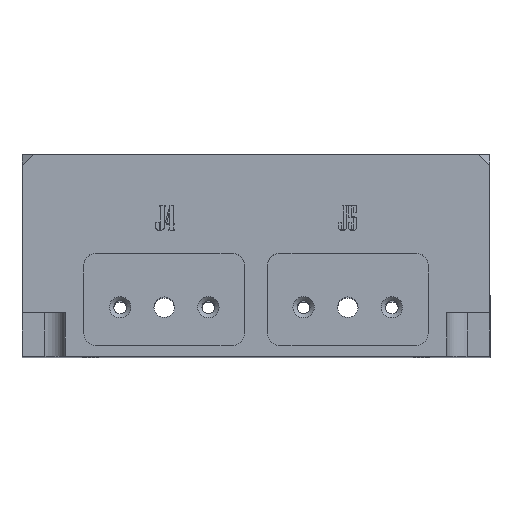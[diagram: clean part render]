
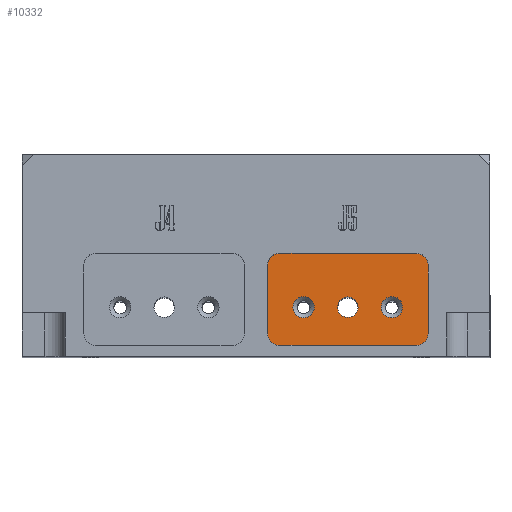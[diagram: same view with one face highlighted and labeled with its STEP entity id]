
A CAD part, top view. The second image highlights one B-rep face of the part: STEP entity #10332.
In plain terms, the highlighted planar face has unit normal (0, 0, 1).
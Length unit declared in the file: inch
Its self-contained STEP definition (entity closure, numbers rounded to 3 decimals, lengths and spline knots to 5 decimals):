
#34 = AXIS2_PLACEMENT_3D ( 'NONE', #6111, #7251, #15118 ) ;
#131 = AXIS2_PLACEMENT_3D ( 'NONE', #11415, #14042, #15090 ) ;
#215 = DIRECTION ( 'NONE',  ( 1., 0., 0. ) ) ;
#502 = CARTESIAN_POINT ( 'NONE',  ( 0.875, 0.56, 2.14 ) ) ;
#696 = VECTOR ( 'NONE', #9946, 39.37008 ) ;
#780 = CARTESIAN_POINT ( 'NONE',  ( 0.9375, 0.56, 2.14 ) ) ;
#890 = AXIS2_PLACEMENT_3D ( 'NONE', #14960, #15922, #15843 ) ;
#982 = DIRECTION ( 'NONE',  ( 1., 0., 0. ) ) ;
#1135 = ORIENTED_EDGE ( 'NONE', *, *, #13261, .T. ) ;
#1687 = EDGE_CURVE ( 'NONE', #2944, #3546, #5362, .T. ) ;
#1878 = ORIENTED_EDGE ( 'NONE', *, *, #5360, .T. ) ;
#1935 = EDGE_CURVE ( 'NONE', #6967, #6967, #9047, .T. ) ;
#2017 = VERTEX_POINT ( 'NONE', #12571 ) ;
#2252 = AXIS2_PLACEMENT_3D ( 'NONE', #13254, #8156, #4392 ) ;
#2383 = DIRECTION ( 'NONE',  ( 0., 0., 1. ) ) ;
#2474 = EDGE_CURVE ( 'NONE', #7483, #2017, #7220, .T. ) ;
#2804 = VECTOR ( 'NONE', #3369, 39.37008 ) ;
#2883 = EDGE_LOOP ( 'NONE', ( #4724 ) ) ;
#2944 = VERTEX_POINT ( 'NONE', #12191 ) ;
#2948 = CARTESIAN_POINT ( 'NONE',  ( 0.3175, 0.2675, 2.14 ) ) ;
#3073 = CIRCLE ( 'NONE', #11998, 0.0625 ) ;
#3160 = FACE_BOUND ( 'NONE', #2883, .T. ) ;
#3259 = DIRECTION ( 'NONE',  ( 1., 0., 0. ) ) ;
#3369 = DIRECTION ( 'NONE',  ( 0., 1., 0. ) ) ;
#3546 = VERTEX_POINT ( 'NONE', #8677 ) ;
#3574 = LINE ( 'NONE', #780, #5401 ) ;
#3669 = VERTEX_POINT ( 'NONE', #16199 ) ;
#3843 = LINE ( 'NONE', #7547, #5701 ) ;
#3910 = LINE ( 'NONE', #14622, #2804 ) ;
#3997 = EDGE_CURVE ( 'NONE', #11374, #2944, #3574, .T. ) ;
#4174 = CARTESIAN_POINT ( 'NONE',  ( 0.125, 0.1225, 2.14 ) ) ;
#4392 = DIRECTION ( 'NONE',  ( 1., 0., 0. ) ) ;
#4648 = CARTESIAN_POINT ( 'NONE',  ( 0.9375, 0.4975, 2.14 ) ) ;
#4724 = ORIENTED_EDGE ( 'NONE', *, *, #8616, .F. ) ;
#4757 = ORIENTED_EDGE ( 'NONE', *, *, #3997, .T. ) ;
#4806 = EDGE_CURVE ( 'NONE', #11734, #7205, #3073, .T. ) ;
#5204 = CARTESIAN_POINT ( 'NONE',  ( 0.125, 0.06, 2.14 ) ) ;
#5307 = CARTESIAN_POINT ( 'NONE',  ( 0.7985, 0.2675, 2.14 ) ) ;
#5360 = EDGE_CURVE ( 'NONE', #7205, #7483, #10705, .T. ) ;
#5362 = CIRCLE ( 'NONE', #890, 0.0625 ) ;
#5397 = ORIENTED_EDGE ( 'NONE', *, *, #8263, .T. ) ;
#5401 = VECTOR ( 'NONE', #6054, 39.37008 ) ;
#5513 = ORIENTED_EDGE ( 'NONE', *, *, #12310, .T. ) ;
#5701 = VECTOR ( 'NONE', #10009, 39.37008 ) ;
#6054 = DIRECTION ( 'NONE',  ( -1., 0., 0. ) ) ;
#6077 = EDGE_LOOP ( 'NONE', ( #1878, #6284, #5513, #5397, #4757, #13218, #1135, #12203 ) ) ;
#6111 = CARTESIAN_POINT ( 'NONE',  ( 0.5, 0.2675, 2.14 ) ) ;
#6284 = ORIENTED_EDGE ( 'NONE', *, *, #2474, .T. ) ;
#6727 = DIRECTION ( 'NONE',  ( 0., 0., 1. ) ) ;
#6781 = AXIS2_PLACEMENT_3D ( 'NONE', #12459, #16030, #13600 ) ;
#6967 = VERTEX_POINT ( 'NONE', #2948 ) ;
#7205 = VERTEX_POINT ( 'NONE', #5204 ) ;
#7220 = CIRCLE ( 'NONE', #131, 0.0625 ) ;
#7251 = DIRECTION ( 'NONE',  ( 0., 0., 1. ) ) ;
#7483 = VERTEX_POINT ( 'NONE', #10857 ) ;
#7547 = CARTESIAN_POINT ( 'NONE',  ( 0.0625, 0.06, 2.14 ) ) ;
#7618 = CARTESIAN_POINT ( 'NONE',  ( 0.875, 0.4975, 2.14 ) ) ;
#8074 = FACE_OUTER_BOUND ( 'NONE', #6077, .T. ) ;
#8156 = DIRECTION ( 'NONE',  ( 0., 0., 1. ) ) ;
#8263 = EDGE_CURVE ( 'NONE', #12517, #11374, #16015, .T. ) ;
#8450 = AXIS2_PLACEMENT_3D ( 'NONE', #7618, #9921, #215 ) ;
#8616 = EDGE_CURVE ( 'NONE', #3669, #3669, #13681, .T. ) ;
#8661 = CARTESIAN_POINT ( 'NONE',  ( 0.0625, 0.1225, 2.14 ) ) ;
#8677 = CARTESIAN_POINT ( 'NONE',  ( 0.0625, 0.4975, 2.14 ) ) ;
#8942 = ORIENTED_EDGE ( 'NONE', *, *, #13683, .F. ) ;
#9047 = CIRCLE ( 'NONE', #15326, 0.058 ) ;
#9921 = DIRECTION ( 'NONE',  ( 0., 0., 1. ) ) ;
#9946 = DIRECTION ( 'NONE',  ( 1., 0., 0. ) ) ;
#10009 = DIRECTION ( 'NONE',  ( 0., -1., 0. ) ) ;
#10332 = ADVANCED_FACE ( 'NONE', ( #3160, #15841, #15708, #8074 ), #12194, .T. ) ;
#10705 = LINE ( 'NONE', #15694, #696 ) ;
#10857 = CARTESIAN_POINT ( 'NONE',  ( 0.875, 0.06, 2.14 ) ) ;
#11144 = ORIENTED_EDGE ( 'NONE', *, *, #1935, .F. ) ;
#11205 = EDGE_LOOP ( 'NONE', ( #8942 ) ) ;
#11374 = VERTEX_POINT ( 'NONE', #502 ) ;
#11415 = CARTESIAN_POINT ( 'NONE',  ( 0.875, 0.1225, 2.14 ) ) ;
#11734 = VERTEX_POINT ( 'NONE', #8661 ) ;
#11998 = AXIS2_PLACEMENT_3D ( 'NONE', #4174, #6727, #3259 ) ;
#12128 = EDGE_LOOP ( 'NONE', ( #11144 ) ) ;
#12191 = CARTESIAN_POINT ( 'NONE',  ( 0.125, 0.56, 2.14 ) ) ;
#12194 = PLANE ( 'NONE',  #2252 ) ;
#12203 = ORIENTED_EDGE ( 'NONE', *, *, #4806, .T. ) ;
#12310 = EDGE_CURVE ( 'NONE', #2017, #12517, #3910, .T. ) ;
#12459 = CARTESIAN_POINT ( 'NONE',  ( 0.7405, 0.2675, 2.14 ) ) ;
#12517 = VERTEX_POINT ( 'NONE', #4648 ) ;
#12571 = CARTESIAN_POINT ( 'NONE',  ( 0.9375, 0.1225, 2.14 ) ) ;
#13218 = ORIENTED_EDGE ( 'NONE', *, *, #1687, .T. ) ;
#13254 = CARTESIAN_POINT ( 'NONE',  ( 0., 0., 2.14 ) ) ;
#13261 = EDGE_CURVE ( 'NONE', #3546, #11734, #3843, .T. ) ;
#13600 = DIRECTION ( 'NONE',  ( 1., 0., 0. ) ) ;
#13681 = CIRCLE ( 'NONE', #34, 0.056 ) ;
#13683 = EDGE_CURVE ( 'NONE', #15476, #15476, #13845, .T. ) ;
#13845 = CIRCLE ( 'NONE', #6781, 0.058 ) ;
#14042 = DIRECTION ( 'NONE',  ( 0., 0., 1. ) ) ;
#14546 = CARTESIAN_POINT ( 'NONE',  ( 0.2595, 0.2675, 2.14 ) ) ;
#14622 = CARTESIAN_POINT ( 'NONE',  ( 0.9375, 0.06, 2.14 ) ) ;
#14960 = CARTESIAN_POINT ( 'NONE',  ( 0.125, 0.4975, 2.14 ) ) ;
#15090 = DIRECTION ( 'NONE',  ( 1., 0., 0. ) ) ;
#15118 = DIRECTION ( 'NONE',  ( 1., 0., 0. ) ) ;
#15326 = AXIS2_PLACEMENT_3D ( 'NONE', #14546, #2383, #982 ) ;
#15476 = VERTEX_POINT ( 'NONE', #5307 ) ;
#15694 = CARTESIAN_POINT ( 'NONE',  ( 0.9375, 0.06, 2.14 ) ) ;
#15708 = FACE_BOUND ( 'NONE', #11205, .T. ) ;
#15841 = FACE_BOUND ( 'NONE', #12128, .T. ) ;
#15843 = DIRECTION ( 'NONE',  ( 1., 0., 0. ) ) ;
#15922 = DIRECTION ( 'NONE',  ( 0., 0., 1. ) ) ;
#16015 = CIRCLE ( 'NONE', #8450, 0.0625 ) ;
#16030 = DIRECTION ( 'NONE',  ( 0., 0., 1. ) ) ;
#16199 = CARTESIAN_POINT ( 'NONE',  ( 0.556, 0.2675, 2.14 ) ) ;
